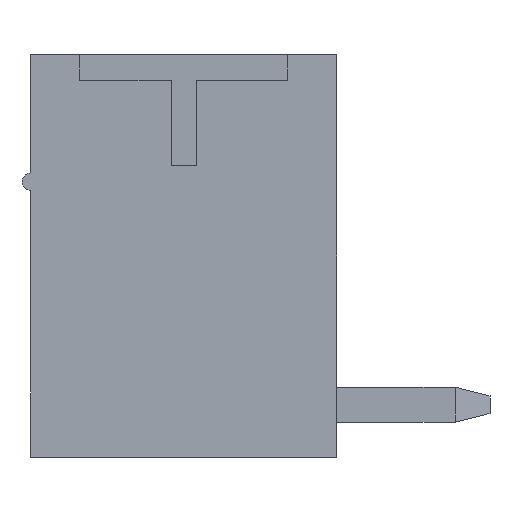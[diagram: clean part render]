
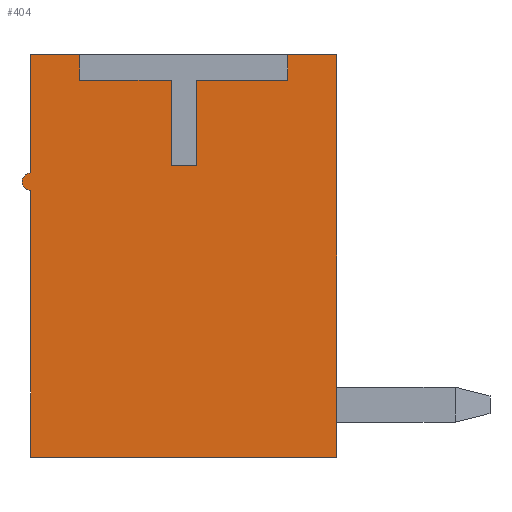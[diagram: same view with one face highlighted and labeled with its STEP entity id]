
A CAD part, left-side view. The second image highlights one B-rep face of the part: STEP entity #404.
In plain terms, the highlighted planar face has unit normal (-1, 0, 0).
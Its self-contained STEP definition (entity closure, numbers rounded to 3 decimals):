
#404 = ADVANCED_FACE( '', ( #916 ), #917, .F. );
#916 = FACE_OUTER_BOUND( '', #1565, .T. );
#917 = PLANE( '', #1566 );
#1565 = EDGE_LOOP( '', ( #2531, #2532, #2533, #2534, #2535, #2536, #2537, #2538, #2539, #2540, #2541, #2542, #2543, #2544 ) );
#1566 = AXIS2_PLACEMENT_3D( '', #2545, #2546, #2547 );
#2531 = ORIENTED_EDGE( '', *, *, #4278, .F. );
#2532 = ORIENTED_EDGE( '', *, *, #4279, .T. );
#2533 = ORIENTED_EDGE( '', *, *, #4280, .T. );
#2534 = ORIENTED_EDGE( '', *, *, #4155, .T. );
#2535 = ORIENTED_EDGE( '', *, *, #4281, .T. );
#2536 = ORIENTED_EDGE( '', *, *, #4282, .T. );
#2537 = ORIENTED_EDGE( '', *, *, #4283, .T. );
#2538 = ORIENTED_EDGE( '', *, *, #4284, .T. );
#2539 = ORIENTED_EDGE( '', *, *, #4285, .F. );
#2540 = ORIENTED_EDGE( '', *, *, #4286, .T. );
#2541 = ORIENTED_EDGE( '', *, *, #4287, .T. );
#2542 = ORIENTED_EDGE( '', *, *, #4123, .T. );
#2543 = ORIENTED_EDGE( '', *, *, #4288, .F. );
#2544 = ORIENTED_EDGE( '', *, *, #4289, .F. );
#2545 = CARTESIAN_POINT( '', ( -7.55, 0., 0. ) );
#2546 = DIRECTION( '', ( 1., 0., 0. ) );
#2547 = DIRECTION( '', ( 0., 0., -1. ) );
#4123 = EDGE_CURVE( '', #4994, #4996, #4998, .T. );
#4155 = EDGE_CURVE( '', #5052, #5053, #5054, .T. );
#4278 = EDGE_CURVE( '', #5256, #5257, #5258, .T. );
#4279 = EDGE_CURVE( '', #5256, #5259, #5260, .T. );
#4280 = EDGE_CURVE( '', #5259, #5052, #5261, .T. );
#4281 = EDGE_CURVE( '', #5053, #5262, #5263, .T. );
#4282 = EDGE_CURVE( '', #5262, #5264, #5265, .T. );
#4283 = EDGE_CURVE( '', #5264, #5266, #5267, .T. );
#4284 = EDGE_CURVE( '', #5266, #5268, #5269, .T. );
#4285 = EDGE_CURVE( '', #5270, #5268, #5271, .T. );
#4286 = EDGE_CURVE( '', #5270, #5272, #5273, .T. );
#4287 = EDGE_CURVE( '', #5272, #4994, #5274, .F. );
#4288 = EDGE_CURVE( '', #5275, #4996, #5276, .T. );
#4289 = EDGE_CURVE( '', #5257, #5275, #5277, .T. );
#4994 = VERTEX_POINT( '', #6244 );
#4996 = VERTEX_POINT( '', #6247 );
#4998 = LINE( '', #6250, #6251 );
#5052 = VERTEX_POINT( '', #6330 );
#5053 = VERTEX_POINT( '', #6331 );
#5054 = LINE( '', #6332, #6333 );
#5256 = VERTEX_POINT( '', #6628 );
#5257 = VERTEX_POINT( '', #6629 );
#5258 = LINE( '', #6630, #6631 );
#5259 = VERTEX_POINT( '', #6632 );
#5260 = LINE( '', #6633, #6634 );
#5261 = LINE( '', #6635, #6636 );
#5262 = VERTEX_POINT( '', #6637 );
#5263 = LINE( '', #6638, #6639 );
#5264 = VERTEX_POINT( '', #6640 );
#5265 = LINE( '', #6641, #6642 );
#5266 = VERTEX_POINT( '', #6643 );
#5267 = LINE( '', #6644, #6645 );
#5268 = VERTEX_POINT( '', #6646 );
#5269 = LINE( '', #6647, #6648 );
#5270 = VERTEX_POINT( '', #6649 );
#5271 = LINE( '', #6650, #6651 );
#5272 = VERTEX_POINT( '', #6652 );
#5273 = LINE( '', #6653, #6654 );
#5274 = CIRCLE( '', #6655, 0.2 );
#5275 = VERTEX_POINT( '', #6656 );
#5276 = LINE( '', #6657, #6658 );
#5277 = LINE( '', #6659, #6660 );
#6244 = CARTESIAN_POINT( '', ( -7.55, 3.4, 1.5 ) );
#6247 = CARTESIAN_POINT( '', ( -7.55, 3.4, -4.6 ) );
#6250 = CARTESIAN_POINT( '', ( -7.55, 3.4, 0. ) );
#6251 = VECTOR( '', #7701, 1000. );
#6330 = CARTESIAN_POINT( '', ( -7.55, -0.39, 4.02 ) );
#6331 = CARTESIAN_POINT( '', ( -7.55, -0.39, 2.06 ) );
#6332 = CARTESIAN_POINT( '', ( -7.55, -0.39, 4.02 ) );
#6333 = VECTOR( '', #7727, 1000. );
#6628 = CARTESIAN_POINT( '', ( -7.55, -2.48, 4.6 ) );
#6629 = CARTESIAN_POINT( '', ( -7.55, -3.6, 4.6 ) );
#6630 = CARTESIAN_POINT( '', ( -7.55, 3.6, 4.6 ) );
#6631 = VECTOR( '', #7833, 1000. );
#6632 = CARTESIAN_POINT( '', ( -7.55, -2.48, 4.02 ) );
#6633 = CARTESIAN_POINT( '', ( -7.55, -2.48, 4.6 ) );
#6634 = VECTOR( '', #7834, 1000. );
#6635 = CARTESIAN_POINT( '', ( -7.55, -2.48, 4.02 ) );
#6636 = VECTOR( '', #7835, 1000. );
#6637 = CARTESIAN_POINT( '', ( -7.55, 0.19, 2.06 ) );
#6638 = CARTESIAN_POINT( '', ( -7.55, -0.39, 2.06 ) );
#6639 = VECTOR( '', #7836, 1000. );
#6640 = CARTESIAN_POINT( '', ( -7.55, 0.19, 4.02 ) );
#6641 = CARTESIAN_POINT( '', ( -7.55, 0.19, 2.06 ) );
#6642 = VECTOR( '', #7837, 1000. );
#6643 = CARTESIAN_POINT( '', ( -7.55, 2.28, 4.02 ) );
#6644 = CARTESIAN_POINT( '', ( -7.55, 0.19, 4.02 ) );
#6645 = VECTOR( '', #7838, 1000. );
#6646 = CARTESIAN_POINT( '', ( -7.55, 2.28, 4.6 ) );
#6647 = CARTESIAN_POINT( '', ( -7.55, 2.28, 4.02 ) );
#6648 = VECTOR( '', #7839, 1000. );
#6649 = CARTESIAN_POINT( '', ( -7.55, 3.4, 4.6 ) );
#6650 = CARTESIAN_POINT( '', ( -7.55, 3.6, 4.6 ) );
#6651 = VECTOR( '', #7840, 1000. );
#6652 = CARTESIAN_POINT( '', ( -7.55, 3.4, 1.9 ) );
#6653 = CARTESIAN_POINT( '', ( -7.55, 3.4, 0. ) );
#6654 = VECTOR( '', #7841, 1000. );
#6655 = AXIS2_PLACEMENT_3D( '', #7842, #7843, #7844 );
#6656 = CARTESIAN_POINT( '', ( -7.55, -3.6, -4.6 ) );
#6657 = CARTESIAN_POINT( '', ( -7.55, -3.6, -4.6 ) );
#6658 = VECTOR( '', #7845, 1000. );
#6659 = CARTESIAN_POINT( '', ( -7.55, -3.6, 4.6 ) );
#6660 = VECTOR( '', #7846, 1000. );
#7701 = DIRECTION( '', ( 0., 0., -1. ) );
#7727 = DIRECTION( '', ( 0., 0., -1. ) );
#7833 = DIRECTION( '', ( 0., -1., 0. ) );
#7834 = DIRECTION( '', ( 0., 0., -1. ) );
#7835 = DIRECTION( '', ( 0., 1., 0. ) );
#7836 = DIRECTION( '', ( 0., 1., 0. ) );
#7837 = DIRECTION( '', ( 0., 0., 1. ) );
#7838 = DIRECTION( '', ( 0., 1., 0. ) );
#7839 = DIRECTION( '', ( 0., 0., 1. ) );
#7840 = DIRECTION( '', ( 0., -1., 0. ) );
#7841 = DIRECTION( '', ( 0., 0., -1. ) );
#7842 = CARTESIAN_POINT( '', ( -7.55, 3.4, 1.7 ) );
#7843 = DIRECTION( '', ( 1., 0., 0. ) );
#7844 = DIRECTION( '', ( 0., 0., -1. ) );
#7845 = DIRECTION( '', ( 0., 1., 0. ) );
#7846 = DIRECTION( '', ( 0., 0., -1. ) );
